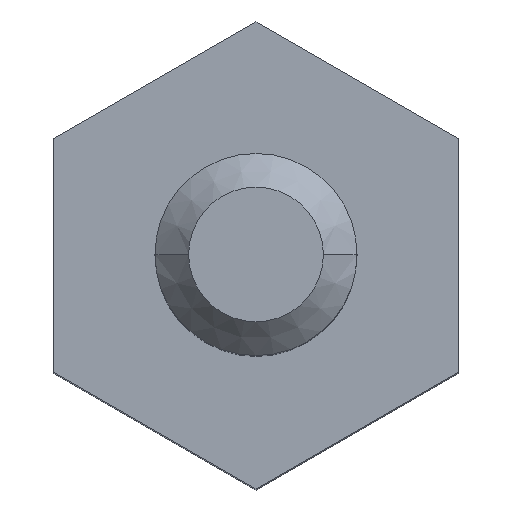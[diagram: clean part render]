
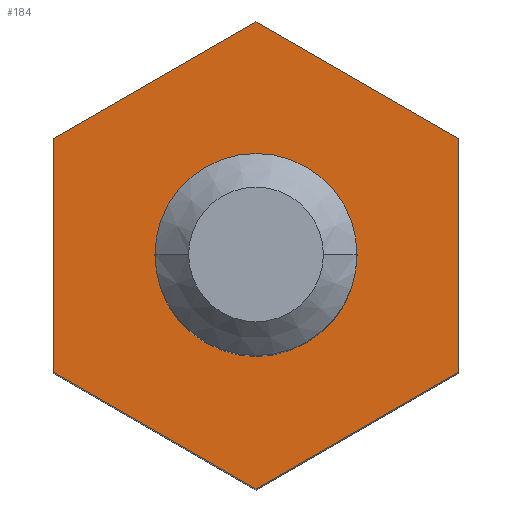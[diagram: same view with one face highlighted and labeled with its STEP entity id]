
A CAD part, top view. The second image highlights one B-rep face of the part: STEP entity #184.
In plain terms, the highlighted planar face has unit normal (0, 0, 1).
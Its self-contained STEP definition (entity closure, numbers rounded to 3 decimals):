
#40 = VERTEX_POINT ( 'NONE', #188 ) ;
#42 = CARTESIAN_POINT ( 'NONE',  ( -3., 0., 10. ) ) ;
#46 = EDGE_CURVE ( 'NONE', #121, #90, #120, .T. ) ;
#53 = VECTOR ( 'NONE', #400, 1000. ) ;
#54 = PLANE ( 'NONE',  #438 ) ;
#59 = LINE ( 'NONE', #42, #606 ) ;
#65 = DIRECTION ( 'NONE',  ( -1., 0., 0. ) ) ;
#67 = ORIENTED_EDGE ( 'NONE', *, *, #289, .T. ) ;
#78 = ORIENTED_EDGE ( 'NONE', *, *, #46, .F. ) ;
#80 = LINE ( 'NONE', #150, #423 ) ;
#82 = EDGE_CURVE ( 'NONE', #270, #223, #80, .T. ) ;
#85 = ORIENTED_EDGE ( 'NONE', *, *, #575, .T. ) ;
#90 = VERTEX_POINT ( 'NONE', #597 ) ;
#98 = CARTESIAN_POINT ( 'NONE',  ( 3., 1.732, 10. ) ) ;
#120 = CIRCLE ( 'NONE', #308, 1.5 ) ;
#121 = VERTEX_POINT ( 'NONE', #340 ) ;
#141 = CIRCLE ( 'NONE', #493, 1.5 ) ;
#146 = CARTESIAN_POINT ( 'NONE',  ( 3., 0., 10. ) ) ;
#150 = CARTESIAN_POINT ( 'NONE',  ( -1.5, -2.598, 10. ) ) ;
#153 = DIRECTION ( 'NONE',  ( 0., 0., -1. ) ) ;
#184 = ADVANCED_FACE ( 'NONE', ( #467, #527 ), #54, .F. ) ;
#188 = CARTESIAN_POINT ( 'NONE',  ( 3., -1.732, 10. ) ) ;
#198 = CARTESIAN_POINT ( 'NONE',  ( -1.5, 2.598, 10. ) ) ;
#223 = VERTEX_POINT ( 'NONE', #548 ) ;
#233 = CARTESIAN_POINT ( 'NONE',  ( -3., 1.732, 10. ) ) ;
#239 = DIRECTION ( 'NONE',  ( 0., 0., 1. ) ) ;
#251 = ORIENTED_EDGE ( 'NONE', *, *, #309, .T. ) ;
#253 = CARTESIAN_POINT ( 'NONE',  ( 1.5, 2.598, 10. ) ) ;
#254 = ORIENTED_EDGE ( 'NONE', *, *, #484, .T. ) ;
#270 = VERTEX_POINT ( 'NONE', #404 ) ;
#283 = DIRECTION ( 'NONE',  ( -1., 0., 0. ) ) ;
#288 = DIRECTION ( 'NONE',  ( 0.866, -0.5, 0. ) ) ;
#289 = EDGE_CURVE ( 'NONE', #587, #533, #447, .T. ) ;
#294 = EDGE_LOOP ( 'NONE', ( #251, #254, #579, #485, #85, #67 ) ) ;
#308 = AXIS2_PLACEMENT_3D ( 'NONE', #585, #239, #283 ) ;
#309 = EDGE_CURVE ( 'NONE', #533, #611, #427, .T. ) ;
#322 = CARTESIAN_POINT ( 'NONE',  ( 0., 3.464, 10. ) ) ;
#331 = DIRECTION ( 'NONE',  ( -1., 0., 0. ) ) ;
#340 = CARTESIAN_POINT ( 'NONE',  ( 1.5, 0., 10. ) ) ;
#357 = EDGE_CURVE ( 'NONE', #223, #40, #405, .T. ) ;
#358 = CARTESIAN_POINT ( 'NONE',  ( 1.5, -2.598, 10. ) ) ;
#359 = VECTOR ( 'NONE', #614, 1000. ) ;
#363 = EDGE_CURVE ( 'NONE', #90, #121, #141, .T. ) ;
#400 = DIRECTION ( 'NONE',  ( -0.866, -0.5, 0. ) ) ;
#404 = CARTESIAN_POINT ( 'NONE',  ( -3., -1.732, 10. ) ) ;
#405 = LINE ( 'NONE', #358, #359 ) ;
#416 = DIRECTION ( 'NONE',  ( 0., -1., 0. ) ) ;
#423 = VECTOR ( 'NONE', #288, 1000. ) ;
#425 = EDGE_LOOP ( 'NONE', ( #478, #78 ) ) ;
#427 = LINE ( 'NONE', #198, #53 ) ;
#438 = AXIS2_PLACEMENT_3D ( 'NONE', #580, #153, #65 ) ;
#447 = LINE ( 'NONE', #253, #581 ) ;
#467 = FACE_BOUND ( 'NONE', #425, .T. ) ;
#475 = VECTOR ( 'NONE', #504, 1000. ) ;
#478 = ORIENTED_EDGE ( 'NONE', *, *, #363, .F. ) ;
#479 = DIRECTION ( 'NONE',  ( 0., 0., 1. ) ) ;
#484 = EDGE_CURVE ( 'NONE', #611, #270, #59, .T. ) ;
#485 = ORIENTED_EDGE ( 'NONE', *, *, #357, .T. ) ;
#493 = AXIS2_PLACEMENT_3D ( 'NONE', #578, #479, #331 ) ;
#504 = DIRECTION ( 'NONE',  ( 0., 1., 0. ) ) ;
#527 = FACE_OUTER_BOUND ( 'NONE', #294, .T. ) ;
#533 = VERTEX_POINT ( 'NONE', #322 ) ;
#548 = CARTESIAN_POINT ( 'NONE',  ( 0., -3.464, 10. ) ) ;
#553 = DIRECTION ( 'NONE',  ( -0.866, 0.5, 0. ) ) ;
#575 = EDGE_CURVE ( 'NONE', #40, #587, #600, .T. ) ;
#578 = CARTESIAN_POINT ( 'NONE',  ( 0., 0., 10. ) ) ;
#579 = ORIENTED_EDGE ( 'NONE', *, *, #82, .T. ) ;
#580 = CARTESIAN_POINT ( 'NONE',  ( 3., -3.506, 10. ) ) ;
#581 = VECTOR ( 'NONE', #553, 1000. ) ;
#585 = CARTESIAN_POINT ( 'NONE',  ( 0., 0., 10. ) ) ;
#587 = VERTEX_POINT ( 'NONE', #98 ) ;
#597 = CARTESIAN_POINT ( 'NONE',  ( -1.5, 0., 10. ) ) ;
#600 = LINE ( 'NONE', #146, #475 ) ;
#606 = VECTOR ( 'NONE', #416, 1000. ) ;
#611 = VERTEX_POINT ( 'NONE', #233 ) ;
#614 = DIRECTION ( 'NONE',  ( 0.866, 0.5, 0. ) ) ;
